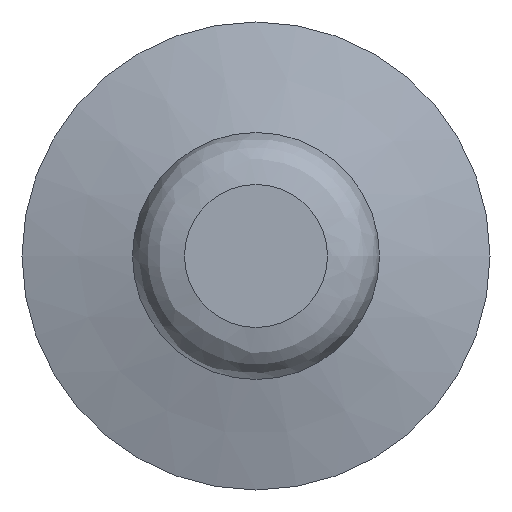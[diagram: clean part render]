
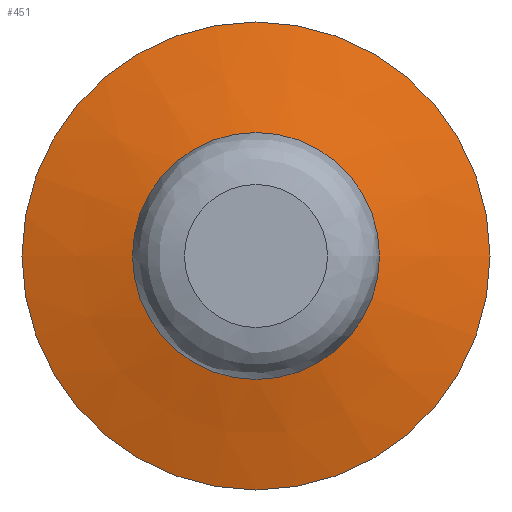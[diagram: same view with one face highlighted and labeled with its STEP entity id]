
A CAD part, left-side view. The second image highlights one B-rep face of the part: STEP entity #451.
In plain terms, the highlighted conical face has half-angle 75 degrees and reference radius 4.75 mm.
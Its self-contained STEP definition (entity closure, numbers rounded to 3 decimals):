
#143=CONICAL_SURFACE('',#2325,4.75,75.);
#188=FACE_BOUND('',#752,.T.);
#189=FACE_BOUND('',#753,.T.);
#343=CIRCLE('',#2322,4.75);
#344=CIRCLE('',#2324,9.);
#451=ADVANCED_FACE('',(#188,#189),#143,.T.);
#752=EDGE_LOOP('',(#1215));
#753=EDGE_LOOP('',(#1216));
#1215=ORIENTED_EDGE('',*,*,#1790,.F.);
#1216=ORIENTED_EDGE('',*,*,#1791,.F.);
#1519=VERTEX_POINT('',#3821);
#1520=VERTEX_POINT('',#3824);
#1790=EDGE_CURVE('',#1519,#1519,#343,.T.);
#1791=EDGE_CURVE('',#1520,#1520,#344,.T.);
#2322=AXIS2_PLACEMENT_3D('',#3820,#2856,#2857);
#2324=AXIS2_PLACEMENT_3D('',#3823,#2860,#2861);
#2325=AXIS2_PLACEMENT_3D('',#3825,#2862,#2863);
#2856=DIRECTION('',(-1.,0.,0.));
#2857=DIRECTION('',(0.,-1.,0.));
#2860=DIRECTION('',(1.,0.,0.));
#2861=DIRECTION('',(0.,-1.,0.));
#2862=DIRECTION('',(1.,0.,0.));
#2863=DIRECTION('',(0.,-1.,0.));
#3820=CARTESIAN_POINT('',(-11.25,0.,0.));
#3821=CARTESIAN_POINT('',(-11.25,-4.75,0.));
#3823=CARTESIAN_POINT('',(-10.111,0.,0.));
#3824=CARTESIAN_POINT('',(-10.111,-9.,0.));
#3825=CARTESIAN_POINT('',(-11.25,0.,0.));
